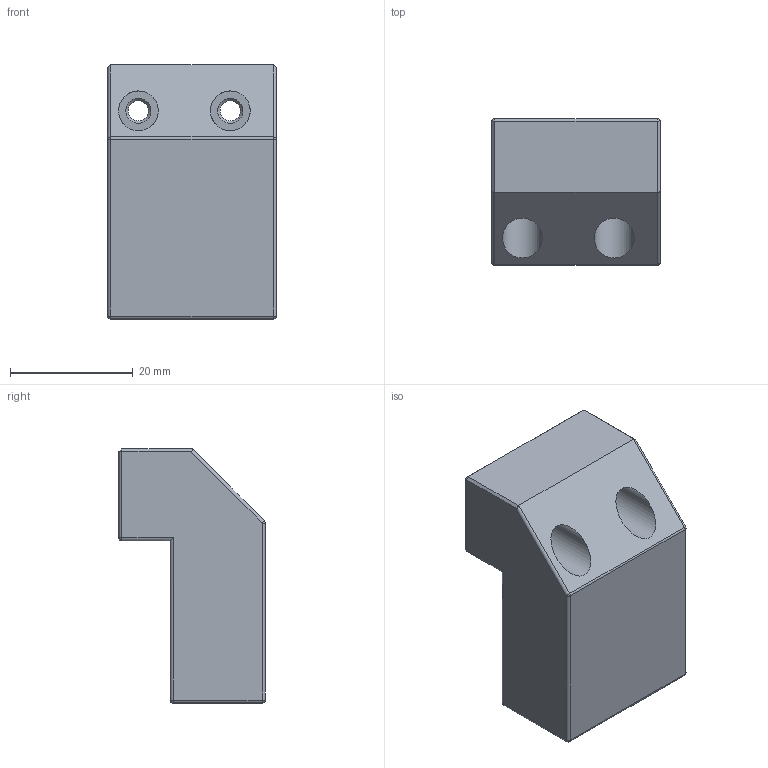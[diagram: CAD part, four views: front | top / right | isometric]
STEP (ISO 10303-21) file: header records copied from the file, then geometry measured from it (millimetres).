
FILE_DESCRIPTION(/* description */ (''),/* implementation_level */ '2;1');
FILE_NAME(/* name */ 'ZeroClick_Dock_Side.step',/* time_stamp */ '2022-02-07T21:54:27-08:00',/* author */ (''),/* organization */ (''),/* preprocessor_version */ 'ST-DEVELOPER v18.1',/* originating_system */ 'Autodesk Translation Framework v10.13.0.1454',/* authorisation */ '');
FILE_SCHEMA (('AUTOMOTIVE_DESIGN { 1 0 10303 214 3 1 1 }'));
Length unit declared in the file: millimetre
Products named in the file (3): ZeroClick Dock Side Mount; ZeroClick Probe; ZeroClick Dock Side
Assembly tree (2 placements, depth 2):
  ZeroClick Dock Side Mount
    ZeroClick Probe
    ZeroClick Dock Side
Bounding box: 27.5 x 23.9 x 41.5 mm (x, y, z)
Volume: 16164.8 mm3; surface area: 7191.6 mm2
Topology: 2 solids, 2 shells, 204 faces, 495 edges, 298 vertices
Faces by surface type: plane 131, cylinder 49, cone 17, sphere 7
Full cylindrical faces by diameter (mm): 1.4 x2, 3.05 x1, 3.3 x2, 5.8 x1, 6.1 x3, 6.5 x2
Entity records: 5939 total; most frequent: DIRECTION 1040, CARTESIAN_POINT 1010, ORIENTED_EDGE 990, EDGE_CURVE 495, LINE 360, VECTOR 360, AXIS2_PLACEMENT_3D 340, VERTEX_POINT 298
